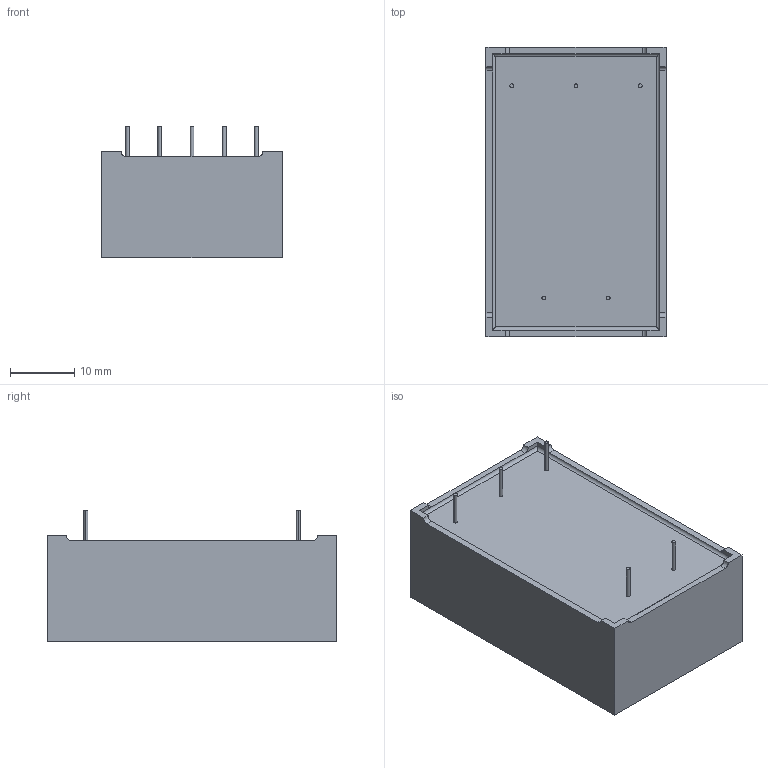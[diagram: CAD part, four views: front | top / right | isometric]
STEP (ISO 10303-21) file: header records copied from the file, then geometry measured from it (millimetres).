
FILE_DESCRIPTION (( 'STEP AP214' ), '1' );
FILE_NAME ('FN402-1-02.STEP', '2023-04-17T02:43:57', ( '' ), ( '' ), 'SwSTEP 2.0', 'SolidWorks 2013', '' );
FILE_SCHEMA (( 'AUTOMOTIVE_DESIGN' ));
Length unit declared in the file: inch
Products named in the file (1): FN402-1-02
Bounding box: 28 x 45 x 20.5 mm (x, y, z)
Volume: 19378.5 mm3; surface area: 4947.9 mm2
Topology: 1 solids, 1 shells, 49 faces, 114 edges, 72 vertices
Faces by surface type: plane 27, cylinder 22
Entity records: 2065 total; most frequent: CARTESIAN_POINT 248, DIRECTION 246, ORIENTED_EDGE 228, EDGE_CURVE 114, AXIS2_PLACEMENT_3D 86, LINE 74, VECTOR 74, VERTEX_POINT 72
